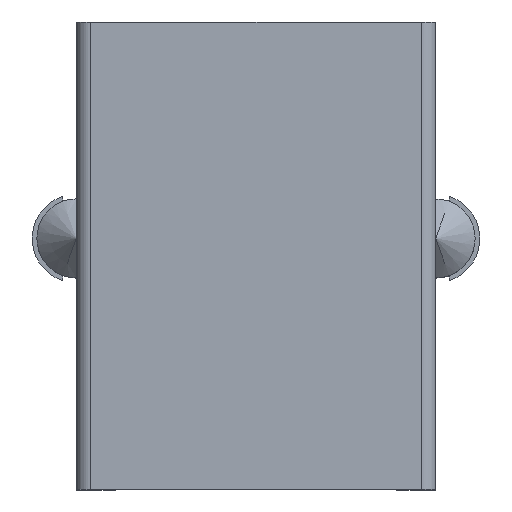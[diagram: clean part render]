
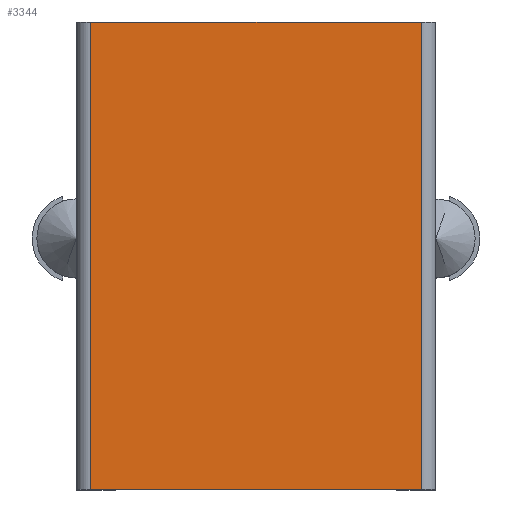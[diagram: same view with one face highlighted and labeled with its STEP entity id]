
A CAD part, top view. The second image highlights one B-rep face of the part: STEP entity #3344.
In plain terms, the highlighted planar face has unit normal (0, 0, 1).
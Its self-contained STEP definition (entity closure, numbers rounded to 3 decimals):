
#93=PLANE('',#3605);
#234=LINE('',#4731,#659);
#385=LINE('',#5127,#810);
#418=LINE('',#5216,#843);
#419=LINE('',#5217,#844);
#659=VECTOR('',#3800,1000.);
#810=VECTOR('',#4093,1000.);
#843=VECTOR('',#4184,1000.);
#844=VECTOR('',#4185,1000.);
#1389=ORIENTED_EDGE('',*,*,#2323,.F.);
#1390=ORIENTED_EDGE('',*,*,#2276,.F.);
#1391=ORIENTED_EDGE('',*,*,#2324,.T.);
#1392=ORIENTED_EDGE('',*,*,#2096,.T.);
#2096=EDGE_CURVE('',#2587,#2590,#234,.T.);
#2276=EDGE_CURVE('',#2738,#2739,#385,.T.);
#2323=EDGE_CURVE('',#2739,#2590,#418,.T.);
#2324=EDGE_CURVE('',#2738,#2587,#419,.T.);
#2587=VERTEX_POINT('',#4725);
#2590=VERTEX_POINT('',#4730);
#2738=VERTEX_POINT('',#5126);
#2739=VERTEX_POINT('',#5128);
#2980=EDGE_LOOP('',(#1389,#1390,#1391,#1392));
#3151=FACE_BOUND('',#2980,.T.);
#3344=ADVANCED_FACE('',(#3151),#93,.T.);
#3605=AXIS2_PLACEMENT_3D('',#5215,#4182,#4183);
#3800=DIRECTION('',(0.,1.,0.));
#4093=DIRECTION('',(0.,1.,0.));
#4182=DIRECTION('',(0.,0.,1.));
#4183=DIRECTION('',(1.,0.,0.));
#4184=DIRECTION('',(1.,0.,0.));
#4185=DIRECTION('',(1.,0.,0.));
#4725=CARTESIAN_POINT('',(4.6,-6.5,7.25));
#4730=CARTESIAN_POINT('',(4.6,6.5,7.25));
#4731=CARTESIAN_POINT('',(4.6,-6.5,7.25));
#5126=CARTESIAN_POINT('',(-4.6,-6.5,7.25));
#5127=CARTESIAN_POINT('',(-4.6,-6.5,7.25));
#5128=CARTESIAN_POINT('',(-4.6,6.5,7.25));
#5215=CARTESIAN_POINT('',(-5.,-6.5,7.25));
#5216=CARTESIAN_POINT('',(-5.,6.5,7.25));
#5217=CARTESIAN_POINT('',(-5.,-6.5,7.25));
